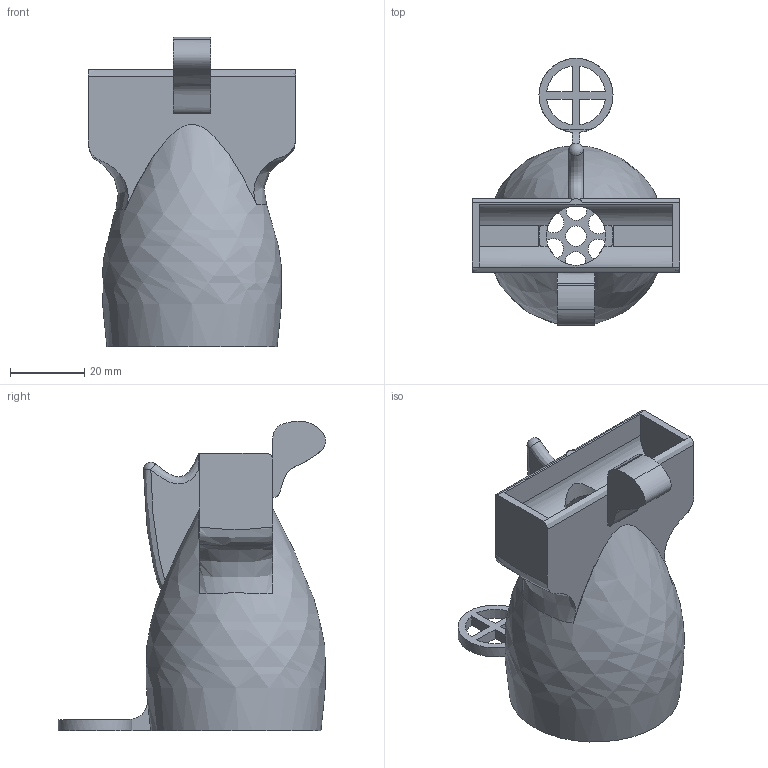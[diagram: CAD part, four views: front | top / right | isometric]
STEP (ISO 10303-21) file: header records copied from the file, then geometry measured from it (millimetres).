
FILE_DESCRIPTION((' '),'2;1');
FILE_NAME('Extender.stp','2014-03-09T15:50:19',(' '),(' '),' ','ACIS',' ');
FILE_SCHEMA(('CONFIG_CONTROL_DESIGN'));
Length unit declared in the file: millimetre
Products named in the file (3): Extender.stp; Extender_ForBodies; Component3
Assembly tree (2 placements, depth 2):
  Extender.stp
    Extender_ForBodies
    Component3
Bounding box: 56 x 72.32 x 83.58 mm (x, y, z)
Volume: 46290.4 mm3; surface area: 27229.8 mm2
Topology: 2 solids, 2 shells, 130 faces, 355 edges, 226 vertices
Faces by surface type: plane 66, cylinder 35, bspline 28, sphere 1
Full cylindrical faces by diameter (mm): 5.5 x19, 38 x1, 39 x1
Entity records: 6458 total; most frequent: CARTESIAN_POINT 3034, ORIENTED_EDGE 664, DIRECTION 517, EDGE_CURVE 332, VERTEX_POINT 224, EDGE_LOOP 198, AXIS2_PLACEMENT_3D 188, VECTOR 141
